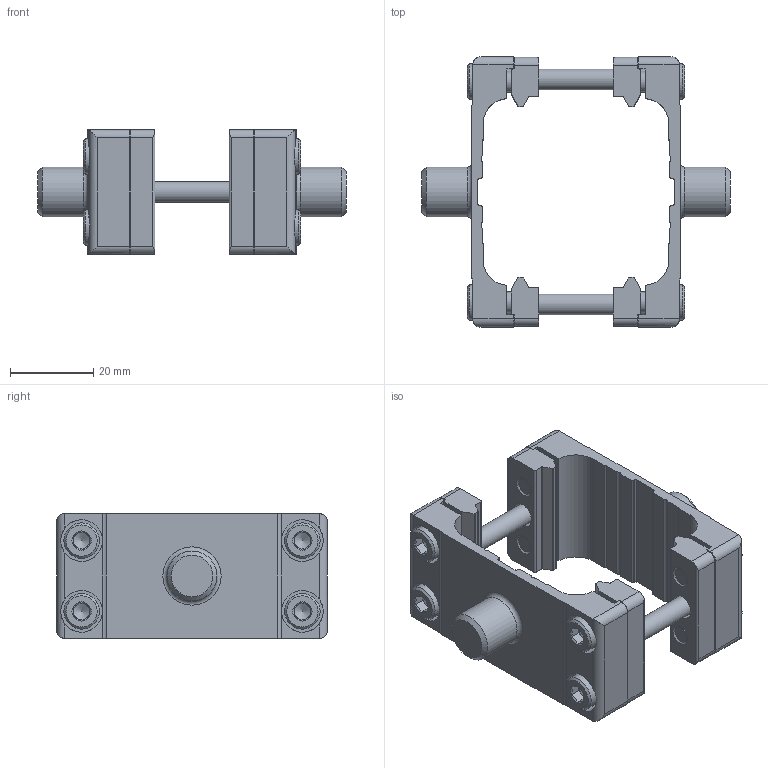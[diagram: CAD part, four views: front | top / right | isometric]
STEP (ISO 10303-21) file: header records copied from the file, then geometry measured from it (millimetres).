
FILE_DESCRIPTION(/* description */ ('STEP AP214'),/* implementation_level */ '2;1');
FILE_NAME(/* name */ '2213233_DAMT-V1-32-A',/* time_stamp */ '2024-07-31T08:29:13+02:00',/* author */ ('License CC BY-ND 4.0'),/* organization */ ('CADENAS'),/* preprocessor_version */ 'ST-DEVELOPER v19.3',/* originating_system */ 'PARTsolutions',/* authorisation */ ' ');
FILE_SCHEMA (('AUTOMOTIVE_DESIGN {1 0 10303 214 3 1 1}'));
Length unit declared in the file: millimetre
Products named in the file (5): 2213233 DAMT-V1-32-A; 2213233 DAMT-V1-32-A---(ZM_0_0); 242809 ZNU-32---(ST_1); 357941 ZNCM-32---(SR_1); DIN-912 - M5x12(F)
Assembly tree (16 placements, depth 2):
  2213233 DAMT-V1-32-A
    2213233 DAMT-V1-32-A---(ZM_0_0)  x2
    242809 ZNU-32---(ST_1)  x2
    357941 ZNCM-32---(SR_1)  x4
    DIN-912 - M5x12(F)  x8
Bounding box: 74 x 65 x 30 mm (x, y, z)
Volume: 28776.7 mm3; surface area: 23368.7 mm2
Topology: 16 solids, 16 shells, 470 faces, 1084 edges, 648 vertices
Faces by surface type: plane 242, cylinder 116, cone 110, torus 2
Full cylindrical faces by diameter (mm): 4.134 x8, 5 x14, 5.3 x8, 6 x4, 8.5 x8, 10 x8, 12 x2
Entity records: 3694 total; most frequent: CARTESIAN_POINT 647, DIRECTION 640, ORIENTED_EDGE 534, EDGE_CURVE 267, AXIS2_PLACEMENT_3D 245, VERTEX_POINT 184, FACE_BOUND 169, EDGE_LOOP 166
